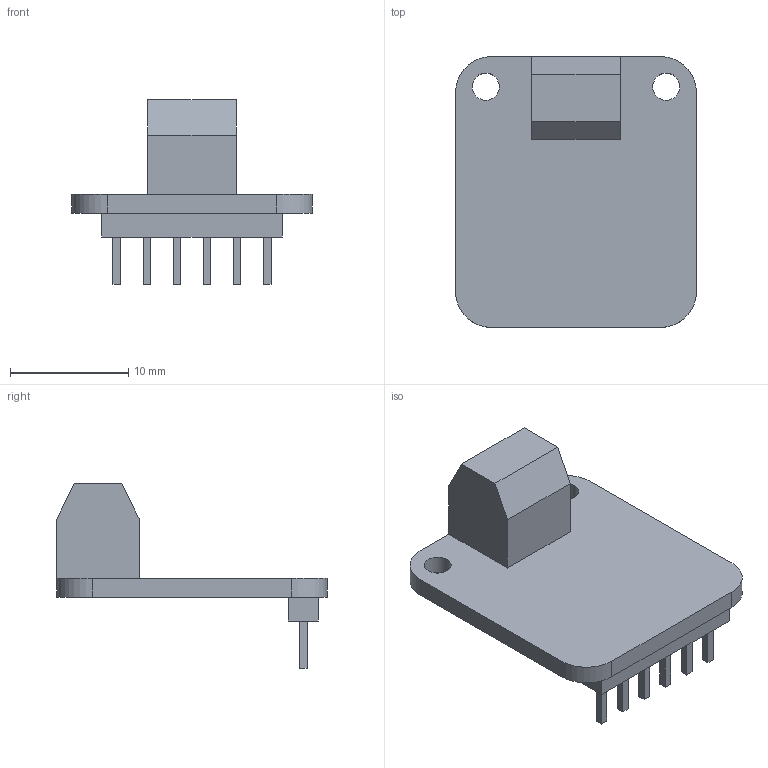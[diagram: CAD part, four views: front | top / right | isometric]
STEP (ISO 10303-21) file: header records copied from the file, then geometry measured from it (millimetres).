
FILE_DESCRIPTION(/* description */ (''),/* implementation_level */ '2;1');
FILE_NAME(/* name */ 'MAX31855-ADAFRUIT v4.step',/* time_stamp */ '2022-07-01T14:49:43-07:00',/* author */ (''),/* organization */ (''),/* preprocessor_version */ 'ST-DEVELOPER v19',/* originating_system */ 'Autodesk Translation Framework v11.7.0.108',/* authorisation */ '');
FILE_SCHEMA (('AUTOMOTIVE_DESIGN { 1 0 10303 214 3 1 1 }'));
Length unit declared in the file: millimetre
Products named in the file (1): MAX31855-ADAFRUIT
Bounding box: 20.32 x 22.86 x 15.6 mm (x, y, z)
Volume: 1191.5 mm3; surface area: 1576.9 mm2
Topology: 9 solids, 9 shells, 62 faces, 132 edges, 88 vertices
Faces by surface type: plane 56, cylinder 6
Full cylindrical faces by diameter (mm): 2.286 x2
Entity records: 1702 total; most frequent: CARTESIAN_POINT 283, DIRECTION 270, ORIENTED_EDGE 264, EDGE_CURVE 132, LINE 120, VECTOR 120, VERTEX_POINT 88, AXIS2_PLACEMENT_3D 75
